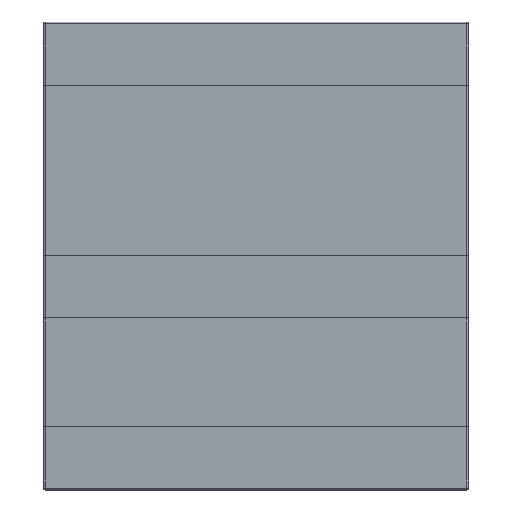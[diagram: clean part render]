
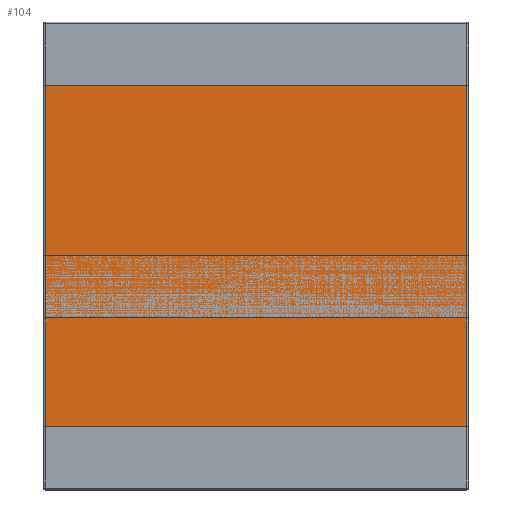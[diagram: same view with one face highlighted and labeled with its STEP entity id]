
A CAD part, top view. The second image highlights one B-rep face of the part: STEP entity #104.
In plain terms, the highlighted planar face has unit normal (0, 0, 1).
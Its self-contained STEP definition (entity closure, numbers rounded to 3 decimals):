
#104 = ADVANCED_FACE( '', ( #206 ), #207, .T. );
#206 = FACE_OUTER_BOUND( '', #306, .T. );
#207 = PLANE( '', #307 );
#306 = EDGE_LOOP( '', ( #510, #511, #512, #513 ) );
#307 = AXIS2_PLACEMENT_3D( '', #514, #515, #516 );
#510 = ORIENTED_EDGE( '', *, *, #648, .T. );
#511 = ORIENTED_EDGE( '', *, *, #623, .T. );
#512 = ORIENTED_EDGE( '', *, *, #612, .T. );
#513 = ORIENTED_EDGE( '', *, *, #589, .T. );
#514 = CARTESIAN_POINT( '', ( -2.54, -2.035, 0.76 ) );
#515 = DIRECTION( '', ( 0., 0., 1. ) );
#516 = DIRECTION( '', ( 1., 0., 0. ) );
#589 = EDGE_CURVE( '', #687, #689, #691, .T. );
#612 = EDGE_CURVE( '', #727, #687, #728, .T. );
#623 = EDGE_CURVE( '', #741, #727, #744, .T. );
#648 = EDGE_CURVE( '', #689, #741, #772, .T. );
#687 = VERTEX_POINT( '', #820 );
#689 = VERTEX_POINT( '', #822 );
#691 = LINE( '', #824, #825 );
#727 = VERTEX_POINT( '', #872 );
#728 = LINE( '', #873, #874 );
#741 = VERTEX_POINT( '', #889 );
#744 = LINE( '', #893, #894 );
#772 = LINE( '', #931, #932 );
#820 = CARTESIAN_POINT( '', ( 2.52, -2.035, 0.76 ) );
#822 = CARTESIAN_POINT( '', ( 2.52, 2.035, 0.76 ) );
#824 = CARTESIAN_POINT( '', ( 2.52, 2.035, 0.76 ) );
#825 = VECTOR( '', #970, 1000. );
#872 = CARTESIAN_POINT( '', ( -2.52, -2.035, 0.76 ) );
#873 = CARTESIAN_POINT( '', ( -2.54, -2.035, 0.76 ) );
#874 = VECTOR( '', #1000, 1000. );
#889 = CARTESIAN_POINT( '', ( -2.52, 2.035, 0.76 ) );
#893 = CARTESIAN_POINT( '', ( -2.52, -2.035, 0.76 ) );
#894 = VECTOR( '', #1019, 1000. );
#931 = CARTESIAN_POINT( '', ( 2.54, 2.035, 0.76 ) );
#932 = VECTOR( '', #1044, 1000. );
#970 = DIRECTION( '', ( 0., 1., 0. ) );
#1000 = DIRECTION( '', ( 1., 0., 0. ) );
#1019 = DIRECTION( '', ( 0., -1., 0. ) );
#1044 = DIRECTION( '', ( -1., 0., 0. ) );
